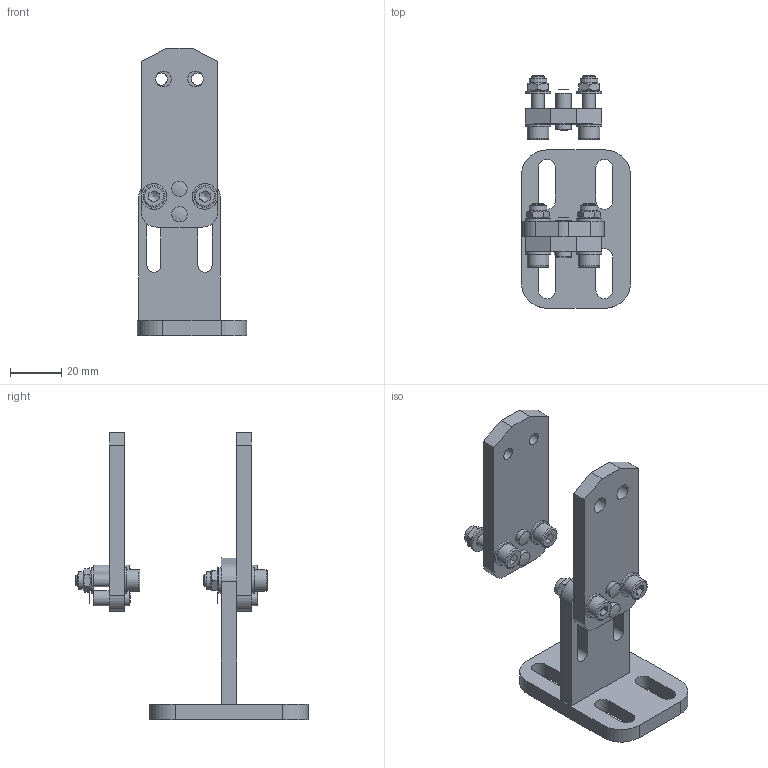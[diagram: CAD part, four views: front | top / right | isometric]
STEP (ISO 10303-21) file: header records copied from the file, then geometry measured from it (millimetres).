
FILE_DESCRIPTION(/* description */ (''),/* implementation_level */ '2;1');
FILE_NAME(/* name */ 'CBMS60.stp',/* time_stamp */ '2022-01-21T15:26:29+00:00',/* author */ ('Sandfield Engineering'),/* organization */ ('Sandfield Engineering'),/* preprocessor_version */ 'ST-DEVELOPER v18.1',/* originating_system */ 'Autodesk Inventor 2021',/* authorisation */ '');
FILE_SCHEMA (('AUTOMOTIVE_DESIGN { 1 0 10303 214 3 1 1 }'));
Length unit declared in the file: millimetre
Products named in the file (6): CBMS60; 60MM CLAMP TOWER WITH DOWELS; SMALL BASE WITH DOWEL; SMALL RISER WITH DOWELS; MG7 MOUNTING PLATE AND FIXINGS DERIVED; MG83 MOUNTING PLATE AND FIXINGS DERIVED
Assembly tree (5 placements, depth 3):
  CBMS60
    60MM CLAMP TOWER WITH DOWELS
      SMALL BASE WITH DOWEL
      SMALL RISER WITH DOWELS
    MG7 MOUNTING PLATE AND FIXINGS DERIVED
    MG83 MOUNTING PLATE AND FIXINGS DERIVED
Bounding box: 42.8 x 91 x 112.51 mm (x, y, z)
Volume: 48525 mm3; surface area: 26160.4 mm2
Topology: 4 solids, 4 shells, 248 faces, 572 edges, 376 vertices
Faces by surface type: plane 141, cylinder 75, cone 24, torus 4, sphere 4
Full cylindrical faces by diameter (mm): 4.8 x2, 5 x12, 5.3 x8, 5.5 x4, 6 x8, 6.2 x2, 6.9 x4, 8.5 x4, 10 x8
Entity records: 7233 total; most frequent: CARTESIAN_POINT 1355, DIRECTION 1204, ORIENTED_EDGE 1136, EDGE_CURVE 568, AXIS2_PLACEMENT_3D 453, VERTEX_POINT 376, EDGE_LOOP 318, LINE 298
